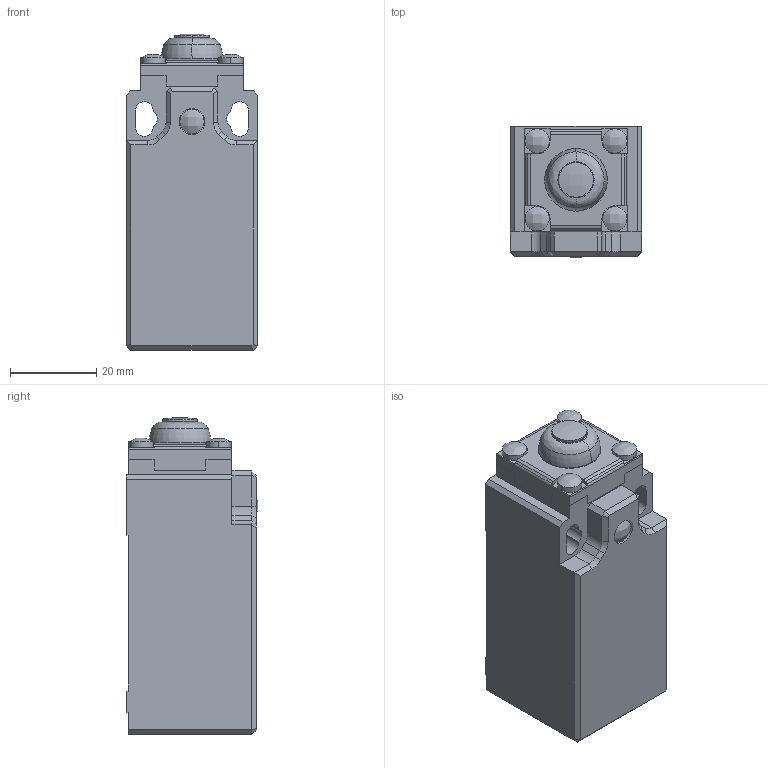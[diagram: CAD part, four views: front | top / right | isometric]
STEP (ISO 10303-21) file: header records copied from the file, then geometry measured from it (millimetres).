
FILE_DESCRIPTION (( 'STEP AP214' ), '1' );
FILE_NAME ('AAP2T14Z11.step', '2017-12-19T20:59:36', ( '' ), ( '' ), 'SwSTEP 2.0', 'SolidWorks 2017', '' );
FILE_SCHEMA (( 'AUTOMOTIVE_DESIGN' ));
Length unit declared in the file: inch
Products named in the file (1): AAP2T14Z11
Bounding box: 30.3 x 30.36 x 73.21 mm (x, y, z)
Volume: 55067.9 mm3; surface area: 13261.1 mm2
Topology: 4 solids, 4 shells, 184 faces, 468 edges, 302 vertices
Faces by surface type: plane 104, cylinder 60, bspline 12, cone 6, torus 2
Entity records: 8246 total; most frequent: CARTESIAN_POINT 1270, DIRECTION 942, ORIENTED_EDGE 936, EDGE_CURVE 468, VECTOR 320, LINE 320, AXIS2_PLACEMENT_3D 311, VERTEX_POINT 302
